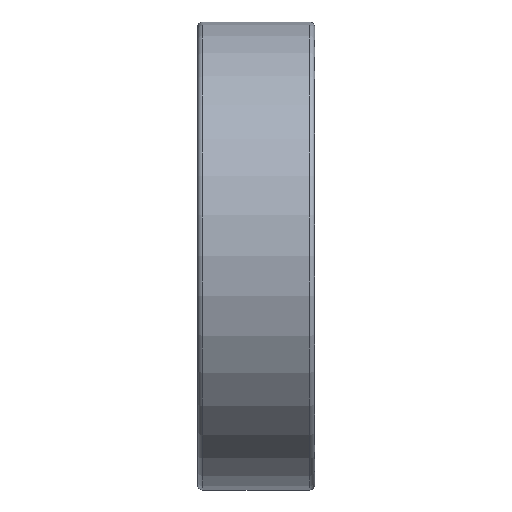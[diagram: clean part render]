
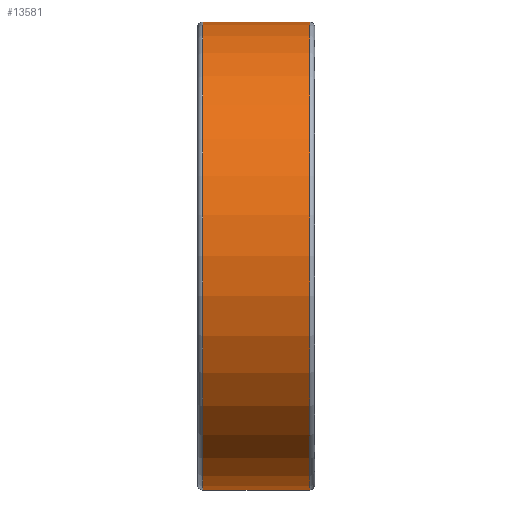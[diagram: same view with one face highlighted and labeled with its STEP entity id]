
A CAD part, top view. The second image highlights one B-rep face of the part: STEP entity #13581.
In plain terms, the highlighted cylindrical face has radius 14 mm (diameter 28 mm), a partial arc.
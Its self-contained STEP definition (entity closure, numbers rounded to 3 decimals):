
#3424=CARTESIAN_POINT('',(-3.2,0.,0.));
#3425=DIRECTION('',(1.,0.,0.));
#3426=DIRECTION('',(0.,1.,0.));
#3427=AXIS2_PLACEMENT_3D('',#3424,#3425,#3426);
#3432=CARTESIAN_POINT('',(3.2,0.,0.));
#3433=DIRECTION('',(1.,0.,0.));
#3434=DIRECTION('',(0.,1.,0.));
#3435=AXIS2_PLACEMENT_3D('',#3432,#3433,#3434);
#3448=DIRECTION('',(-1.,0.,0.));
#3449=VECTOR('',#3448,6.4);
#3450=CARTESIAN_POINT('',(3.2,-14.,0.));
#3451=LINE('',#3450,#3449);
#3463=DIRECTION('',(-1.,0.,0.));
#3464=VECTOR('',#3463,6.4);
#3465=CARTESIAN_POINT('',(3.2,14.,0.));
#3466=LINE('',#3465,#3464);
#10501=CARTESIAN_POINT('',(-3.2,14.,0.));
#10502=CARTESIAN_POINT('',(-3.2,-14.,0.));
#10503=VERTEX_POINT('',#10501);
#10504=VERTEX_POINT('',#10502);
#10505=CARTESIAN_POINT('',(3.2,14.,0.));
#10506=CARTESIAN_POINT('',(3.2,-14.,0.));
#10507=VERTEX_POINT('',#10505);
#10508=VERTEX_POINT('',#10506);
#13567=CARTESIAN_POINT('',(-3.85,0.,0.));
#13568=DIRECTION('',(1.,0.,0.));
#13569=DIRECTION('',(0.,-1.,0.));
#13570=AXIS2_PLACEMENT_3D('',#13567,#13568,#13569);
#13571=CYLINDRICAL_SURFACE('',#13570,14.);
#13572=ORIENTED_EDGE('',*,*,#13557,.F.);
#13574=ORIENTED_EDGE('',*,*,#13573,.F.);
#13576=ORIENTED_EDGE('',*,*,#13575,.T.);
#13578=ORIENTED_EDGE('',*,*,#13577,.T.);
#13579=EDGE_LOOP('',(#13572,#13574,#13576,#13578));
#13580=FACE_OUTER_BOUND('',#13579,.F.);
#3428=CIRCLE('',#3427,14.);
#3436=CIRCLE('',#3435,14.);
#13557=EDGE_CURVE('',#10503,#10504,#3428,.T.);
#13573=EDGE_CURVE('',#10507,#10503,#3466,.T.);
#13575=EDGE_CURVE('',#10507,#10508,#3436,.T.);
#13577=EDGE_CURVE('',#10508,#10504,#3451,.T.);
#13581=ADVANCED_FACE('',(#13580),#13571,.T.);
